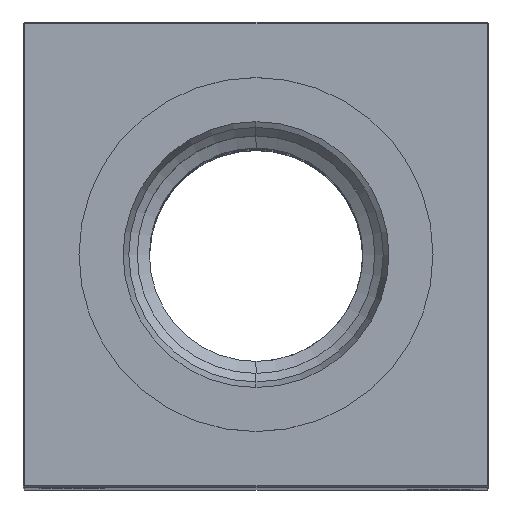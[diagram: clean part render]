
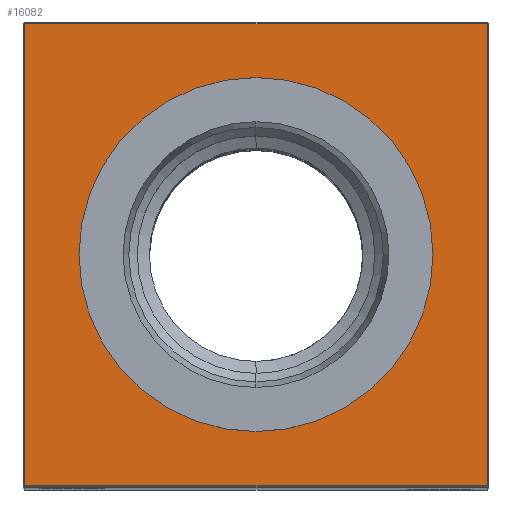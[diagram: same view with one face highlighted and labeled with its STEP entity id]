
A CAD part, top view. The second image highlights one B-rep face of the part: STEP entity #16082.
In plain terms, the highlighted planar face has unit normal (0, 0, 1).
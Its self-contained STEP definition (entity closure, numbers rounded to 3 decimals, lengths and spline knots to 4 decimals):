
#274 = AXIS2_PLACEMENT_3D ( 'NONE', #1511, #27074, #20117 ) ;
#876 = CARTESIAN_POINT ( 'NONE',  ( 0., 0., 10.5 ) ) ;
#1004 = LINE ( 'NONE', #5229, #24894 ) ;
#1511 = CARTESIAN_POINT ( 'NONE',  ( 0., 0., 10.5 ) ) ;
#1830 = ORIENTED_EDGE ( 'NONE', *, *, #21234, .T. ) ;
#2015 = LINE ( 'NONE', #11232, #4066 ) ;
#2796 = EDGE_CURVE ( 'NONE', #26621, #14180, #1004, .T. ) ;
#4066 = VECTOR ( 'NONE', #4423, 39.3701 ) ;
#4423 = DIRECTION ( 'NONE',  ( 0., -1., 0. ) ) ;
#4478 = EDGE_CURVE ( 'NONE', #14180, #10386, #2015, .T. ) ;
#4536 = VERTEX_POINT ( 'NONE', #11976 ) ;
#4689 = ORIENTED_EDGE ( 'NONE', *, *, #4478, .T. ) ;
#5229 = CARTESIAN_POINT ( 'NONE',  ( 0., 1.49, 10.5 ) ) ;
#5694 = DIRECTION ( 'NONE',  ( 1., 0., 0. ) ) ;
#6556 = ORIENTED_EDGE ( 'NONE', *, *, #15586, .T. ) ;
#6969 = CIRCLE ( 'NONE', #25349, 1.1417 ) ;
#7086 = CARTESIAN_POINT ( 'NONE',  ( 1.49, 0., 10.5 ) ) ;
#7094 = ORIENTED_EDGE ( 'NONE', *, *, #2796, .T. ) ;
#10092 = EDGE_CURVE ( 'NONE', #4536, #26621, #11781, .T. ) ;
#10365 = CARTESIAN_POINT ( 'NONE',  ( 0., 1.1417, 10.5 ) ) ;
#10386 = VERTEX_POINT ( 'NONE', #24669 ) ;
#11177 = DIRECTION ( 'NONE',  ( 0., 0., -1. ) ) ;
#11232 = CARTESIAN_POINT ( 'NONE',  ( -1.49, 0., 10.5 ) ) ;
#11781 = LINE ( 'NONE', #7086, #15201 ) ;
#11886 = ORIENTED_EDGE ( 'NONE', *, *, #19784, .T. ) ;
#11976 = CARTESIAN_POINT ( 'NONE',  ( 1.49, -1.49, 10.5 ) ) ;
#12516 = DIRECTION ( 'NONE',  ( -1., 0., 0. ) ) ;
#13391 = CARTESIAN_POINT ( 'NONE',  ( -1.49, 1.49, 10.5 ) ) ;
#13790 = CIRCLE ( 'NONE', #274, 1.1417 ) ;
#14070 = EDGE_LOOP ( 'NONE', ( #1830, #11886 ) ) ;
#14180 = VERTEX_POINT ( 'NONE', #13391 ) ;
#14473 = VECTOR ( 'NONE', #5694, 39.3701 ) ;
#15201 = VECTOR ( 'NONE', #20856, 39.3701 ) ;
#15567 = PLANE ( 'NONE',  #20304 ) ;
#15586 = EDGE_CURVE ( 'NONE', #10386, #4536, #17202, .T. ) ;
#16082 = ADVANCED_FACE ( 'NONE', ( #17713, #29204 ), #15567, .F. ) ;
#17202 = LINE ( 'NONE', #26428, #14473 ) ;
#17713 = FACE_OUTER_BOUND ( 'NONE', #23237, .T. ) ;
#17860 = DIRECTION ( 'NONE',  ( -1., 0., 0. ) ) ;
#18156 = VERTEX_POINT ( 'NONE', #10365 ) ;
#19623 = VERTEX_POINT ( 'NONE', #26032 ) ;
#19784 = EDGE_CURVE ( 'NONE', #19623, #18156, #13790, .T. ) ;
#20117 = DIRECTION ( 'NONE',  ( -1., 0., 0. ) ) ;
#20304 = AXIS2_PLACEMENT_3D ( 'NONE', #26780, #11177, #17860 ) ;
#20856 = DIRECTION ( 'NONE',  ( 0., 1., 0. ) ) ;
#21234 = EDGE_CURVE ( 'NONE', #18156, #19623, #6969, .T. ) ;
#23237 = EDGE_LOOP ( 'NONE', ( #4689, #6556, #25135, #7094 ) ) ;
#23702 = DIRECTION ( 'NONE',  ( -1., 0., 0. ) ) ;
#24669 = CARTESIAN_POINT ( 'NONE',  ( -1.49, -1.49, 10.5 ) ) ;
#24894 = VECTOR ( 'NONE', #23702, 39.3701 ) ;
#25135 = ORIENTED_EDGE ( 'NONE', *, *, #10092, .T. ) ;
#25349 = AXIS2_PLACEMENT_3D ( 'NONE', #876, #26140, #12516 ) ;
#26032 = CARTESIAN_POINT ( 'NONE',  ( 0., -1.1417, 10.5 ) ) ;
#26140 = DIRECTION ( 'NONE',  ( 0., 0., -1. ) ) ;
#26342 = CARTESIAN_POINT ( 'NONE',  ( 1.49, 1.49, 10.5 ) ) ;
#26428 = CARTESIAN_POINT ( 'NONE',  ( 0., -1.49, 10.5 ) ) ;
#26621 = VERTEX_POINT ( 'NONE', #26342 ) ;
#26780 = CARTESIAN_POINT ( 'NONE',  ( 0., 0., 10.5 ) ) ;
#27074 = DIRECTION ( 'NONE',  ( 0., 0., -1. ) ) ;
#29204 = FACE_BOUND ( 'NONE', #14070, .T. ) ;
